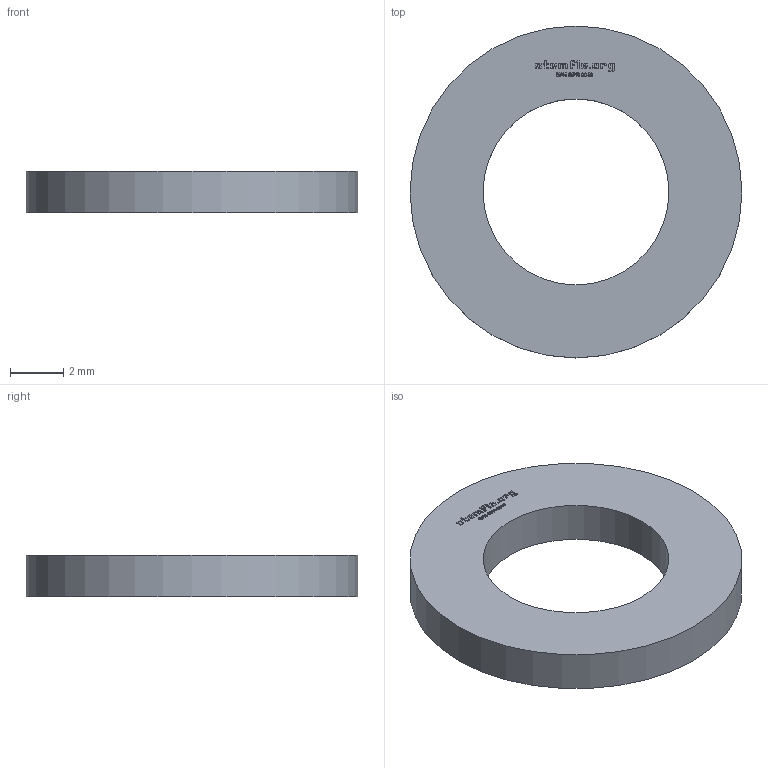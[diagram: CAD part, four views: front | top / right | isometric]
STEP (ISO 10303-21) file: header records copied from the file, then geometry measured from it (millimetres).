
FILE_DESCRIPTION(('FreeCAD Model'),'2;1');
FILE_NAME('Open CASCADE Shape Model','2022-07-12T00:37:53',(''),(''), 'Open CASCADE STEP processor 7.5','FreeCAD','Unknown');
FILE_SCHEMA(('AUTOMOTIVE_DESIGN { 1 0 10303 214 1 1 1 1 }'));
Length unit declared in the file: millimetre
Products named in the file (1): Spacer FRE SHM BU01.00x0.125 (1.6mm) - SPN-SPR-0049 (stemfie.org)
Bounding box: 12.5 x 12.5 x 1.56 mm (x, y, z)
Volume: 131.6 mm3; surface area: 265.2 mm2
Topology: 1 solids, 1 shells, 504 faces, 1413 edges, 942 vertices
Faces by surface type: plane 329, bspline 173, cylinder 2
Full cylindrical faces by diameter (mm): 7 x1, 12.5 x1
Entity records: 36358 total; most frequent: CARTESIAN_POINT 10369, DIRECTION 3867, LINE 3193, VECTOR 3193, ORIENTED_EDGE 2826, PCURVE 2826, DEFINITIONAL_REPRESENTATION 2826, EDGE_CURVE 1413
